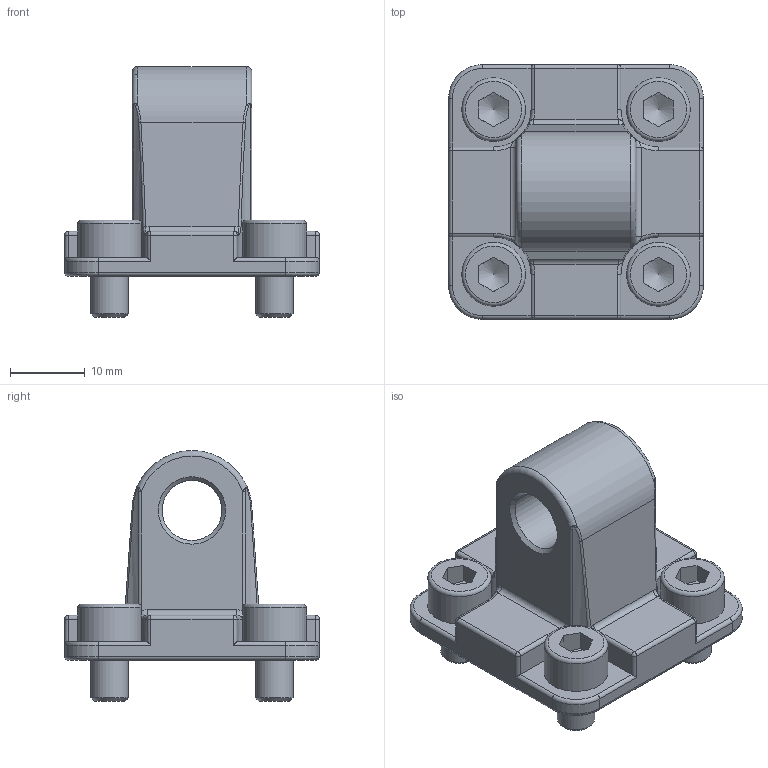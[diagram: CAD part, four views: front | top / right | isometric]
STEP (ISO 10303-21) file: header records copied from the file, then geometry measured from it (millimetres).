
FILE_DESCRIPTION(/* description */ (''),/* implementation_level */ '2;1');
FILE_NAME(/* name */ 'CAD_108244.stp',/* time_stamp */ '2021-01-19T10:10:43+01:00',/* author */ ('Hypex'),/* organization */ ('Hypex'),/* preprocessor_version */ 'ST-DEVELOPER v18',/* originating_system */ 'Autodesk Inventor 2020',/* authorisation */ '');
FILE_SCHEMA (('AUTOMOTIVE_DESIGN { 1 0 10303 214 3 1 1 }'));
Length unit declared in the file: millimetre
Products named in the file (1): CAD_108244
Bounding box: 34 x 34 x 33.5 mm (x, y, z)
Volume: 10801.9 mm3; surface area: 5849 mm2
Topology: 1 solids, 1 shells, 197 faces, 486 edges, 296 vertices
Faces by surface type: cylinder 63, plane 62, bspline 28, torus 26, cone 10, sphere 8
Full cylindrical faces by diameter (mm): 5 x4, 5.5 x4, 8 x1, 8.5 x4, 12 x1
Entity records: 7255 total; most frequent: CARTESIAN_POINT 2479, DIRECTION 958, ORIENTED_EDGE 948, EDGE_CURVE 474, AXIS2_PLACEMENT_3D 390, VERTEX_POINT 296, EDGE_LOOP 216, CIRCLE 204
